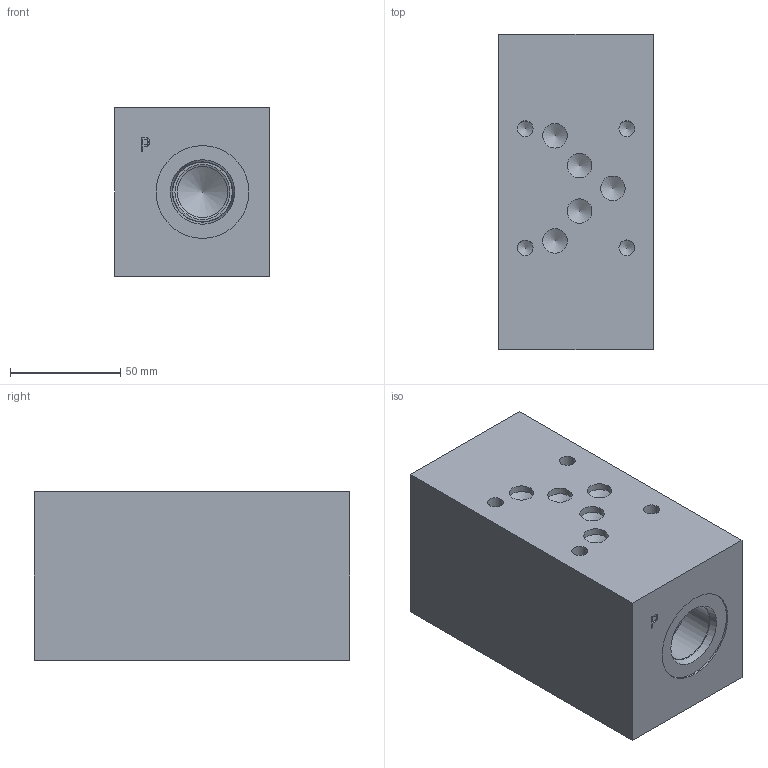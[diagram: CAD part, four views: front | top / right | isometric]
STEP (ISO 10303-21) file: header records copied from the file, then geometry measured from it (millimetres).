
FILE_DESCRIPTION(/* description */ (''),/* implementation_level */ '2;1');
FILE_NAME(/* name */ '_D05TPPT12S.stp',/* time_stamp */ '2020-07-22T16:23:38-04:00',/* author */ ('trevorh'),/* organization */ (''),/* preprocessor_version */ 'ST-DEVELOPER v17',/* originating_system */ 'Autodesk Inventor 2019',/* authorisation */ '');
FILE_SCHEMA (('AUTOMOTIVE_DESIGN { 1 0 10303 214 3 1 1 }'));
Length unit declared in the file: millimetre
Products named in the file (1): Part_AD05TPPT12S.C12890R0_3D
Bounding box: 69.85 x 142.88 x 76.2 mm (x, y, z)
Volume: 711312.2 mm3; surface area: 63458.9 mm2
Topology: 1 solids, 1 shells, 421 faces, 1166 edges, 786 vertices
Faces by surface type: plane 267, bspline 93, cylinder 34, cone 27
Full cylindrical faces by diameter (mm): 7.137 x8, 11.113 x3, 11.125 x8, 15.875 x5, 23.012 x2, 24.917 x2, 26.99 x2, 27.432 x2, 42.037 x2
Entity records: 14151 total; most frequent: CARTESIAN_POINT 3563, ORIENTED_EDGE 2292, DIRECTION 1746, EDGE_CURVE 1146, LINE 832, VECTOR 832, VERTEX_POINT 786, EDGE_LOOP 480
